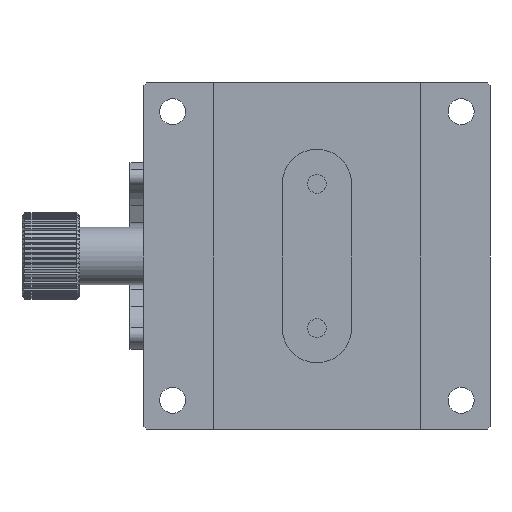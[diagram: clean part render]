
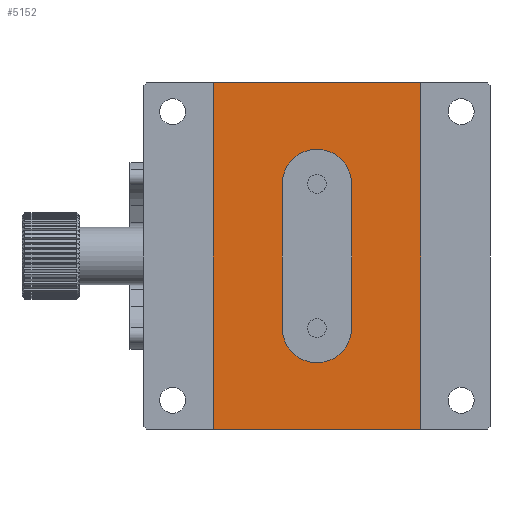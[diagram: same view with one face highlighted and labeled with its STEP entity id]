
A CAD part, front view. The second image highlights one B-rep face of the part: STEP entity #5152.
In plain terms, the highlighted planar face has unit normal (0, -1, 0).
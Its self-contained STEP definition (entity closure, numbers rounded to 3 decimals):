
#123 = ORIENTED_EDGE ( 'NONE', *, *, #5050, .F. ) ;
#134 = CIRCLE ( 'NONE', #6538, 6. ) ;
#293 = PLANE ( 'NONE',  #2537 ) ;
#300 = LINE ( 'NONE', #9279, #11557 ) ;
#367 = DIRECTION ( 'NONE',  ( 0., 0., 1. ) ) ;
#991 = CARTESIAN_POINT ( 'NONE',  ( -6., -6.5, -12.5 ) ) ;
#1022 = EDGE_LOOP ( 'NONE', ( #5302, #123, #13420, #6926 ) ) ;
#1111 = VERTEX_POINT ( 'NONE', #9314 ) ;
#1185 = FACE_OUTER_BOUND ( 'NONE', #1022, .T. ) ;
#1654 = DIRECTION ( 'NONE',  ( 0., 0., -1. ) ) ;
#1960 = LINE ( 'NONE', #4327, #6124 ) ;
#2423 = ORIENTED_EDGE ( 'NONE', *, *, #10707, .F. ) ;
#2457 = DIRECTION ( 'NONE',  ( 0., 0., 1. ) ) ;
#2537 = AXIS2_PLACEMENT_3D ( 'NONE', #13589, #4674, #2457 ) ;
#2913 = ORIENTED_EDGE ( 'NONE', *, *, #4226, .F. ) ;
#2928 = DIRECTION ( 'NONE',  ( 0., 0., -1. ) ) ;
#3200 = CIRCLE ( 'NONE', #13883, 6. ) ;
#3612 = VERTEX_POINT ( 'NONE', #8771 ) ;
#3701 = EDGE_CURVE ( 'NONE', #1111, #13171, #14500, .T. ) ;
#4226 = EDGE_CURVE ( 'NONE', #3612, #9663, #134, .T. ) ;
#4327 = CARTESIAN_POINT ( 'NONE',  ( 30., -6.5, -30. ) ) ;
#4337 = CARTESIAN_POINT ( 'NONE',  ( -18., -6.5, 30. ) ) ;
#4387 = VECTOR ( 'NONE', #8840, 1000. ) ;
#4658 = CARTESIAN_POINT ( 'NONE',  ( -6., -6.5, 0. ) ) ;
#4674 = DIRECTION ( 'NONE',  ( 0., 1., 0. ) ) ;
#5050 = EDGE_CURVE ( 'NONE', #1111, #10026, #7863, .T. ) ;
#5152 = ADVANCED_FACE ( 'NONE', ( #1185, #10321 ), #293, .F. ) ;
#5289 = DIRECTION ( 'NONE',  ( 0., 0., 1. ) ) ;
#5302 = ORIENTED_EDGE ( 'NONE', *, *, #8853, .T. ) ;
#5493 = CARTESIAN_POINT ( 'NONE',  ( -30., -6.5, 30. ) ) ;
#6124 = VECTOR ( 'NONE', #10122, 1000. ) ;
#6300 = DIRECTION ( 'NONE',  ( 0., -1., 0. ) ) ;
#6382 = CARTESIAN_POINT ( 'NONE',  ( 0., -6.5, 12.5 ) ) ;
#6499 = EDGE_CURVE ( 'NONE', #14170, #13171, #6844, .T. ) ;
#6538 = AXIS2_PLACEMENT_3D ( 'NONE', #6382, #6300, #1654 ) ;
#6844 = LINE ( 'NONE', #10194, #10850 ) ;
#6926 = ORIENTED_EDGE ( 'NONE', *, *, #6499, .F. ) ;
#7332 = EDGE_LOOP ( 'NONE', ( #14632, #2913, #2423, #10213 ) ) ;
#7645 = VERTEX_POINT ( 'NONE', #11866 ) ;
#7863 = LINE ( 'NONE', #10997, #13675 ) ;
#8032 = EDGE_CURVE ( 'NONE', #9663, #10146, #10600, .T. ) ;
#8150 = DIRECTION ( 'NONE',  ( 0., 0., -1. ) ) ;
#8578 = CARTESIAN_POINT ( 'NONE',  ( 0., -6.5, -12.5 ) ) ;
#8635 = CARTESIAN_POINT ( 'NONE',  ( 18., -6.5, -30. ) ) ;
#8771 = CARTESIAN_POINT ( 'NONE',  ( 6., -6.5, 12.5 ) ) ;
#8840 = DIRECTION ( 'NONE',  ( -1., 0., 0. ) ) ;
#8853 = EDGE_CURVE ( 'NONE', #14170, #10026, #1960, .T. ) ;
#9279 = CARTESIAN_POINT ( 'NONE',  ( 6., -6.5, 0. ) ) ;
#9314 = CARTESIAN_POINT ( 'NONE',  ( 18., -6.5, 30. ) ) ;
#9362 = EDGE_CURVE ( 'NONE', #10146, #7645, #3200, .T. ) ;
#9663 = VERTEX_POINT ( 'NONE', #9778 ) ;
#9778 = CARTESIAN_POINT ( 'NONE',  ( -6., -6.5, 12.5 ) ) ;
#10026 = VERTEX_POINT ( 'NONE', #8635 ) ;
#10122 = DIRECTION ( 'NONE',  ( 1., 0., 0. ) ) ;
#10146 = VERTEX_POINT ( 'NONE', #991 ) ;
#10194 = CARTESIAN_POINT ( 'NONE',  ( -18., -6.5, 0. ) ) ;
#10213 = ORIENTED_EDGE ( 'NONE', *, *, #9362, .F. ) ;
#10321 = FACE_BOUND ( 'NONE', #7332, .T. ) ;
#10600 = LINE ( 'NONE', #4658, #10879 ) ;
#10707 = EDGE_CURVE ( 'NONE', #7645, #3612, #300, .T. ) ;
#10850 = VECTOR ( 'NONE', #5289, 1000. ) ;
#10879 = VECTOR ( 'NONE', #8150, 1000. ) ;
#10997 = CARTESIAN_POINT ( 'NONE',  ( 18., -6.5, 0. ) ) ;
#11557 = VECTOR ( 'NONE', #367, 1000. ) ;
#11866 = CARTESIAN_POINT ( 'NONE',  ( 6., -6.5, -12.5 ) ) ;
#13109 = DIRECTION ( 'NONE',  ( 0., -1., 0. ) ) ;
#13171 = VERTEX_POINT ( 'NONE', #4337 ) ;
#13420 = ORIENTED_EDGE ( 'NONE', *, *, #3701, .T. ) ;
#13589 = CARTESIAN_POINT ( 'NONE',  ( 0., -6.5, 0. ) ) ;
#13675 = VECTOR ( 'NONE', #14703, 1000. ) ;
#13883 = AXIS2_PLACEMENT_3D ( 'NONE', #8578, #13109, #2928 ) ;
#14170 = VERTEX_POINT ( 'NONE', #14453 ) ;
#14453 = CARTESIAN_POINT ( 'NONE',  ( -18., -6.5, -30. ) ) ;
#14500 = LINE ( 'NONE', #5493, #4387 ) ;
#14632 = ORIENTED_EDGE ( 'NONE', *, *, #8032, .F. ) ;
#14703 = DIRECTION ( 'NONE',  ( 0., 0., -1. ) ) ;
